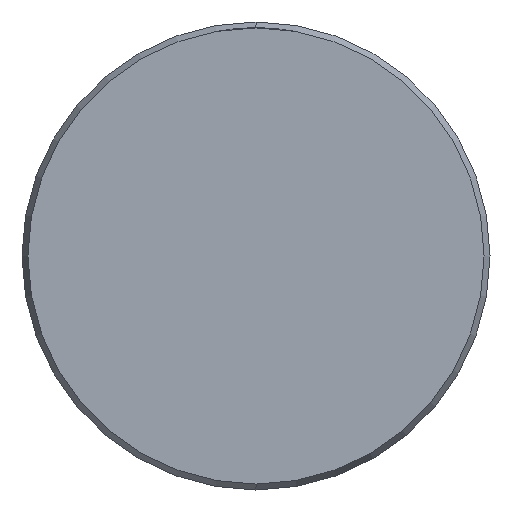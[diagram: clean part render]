
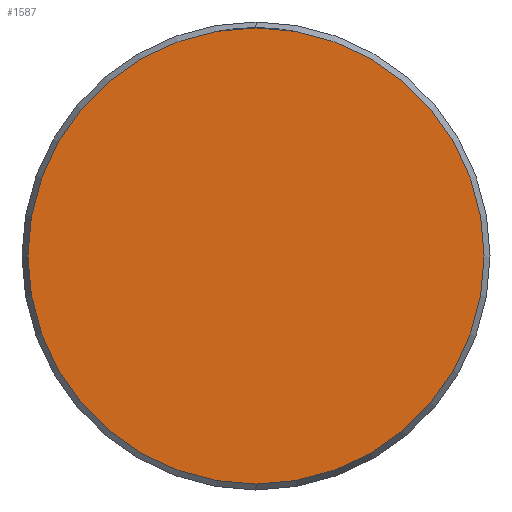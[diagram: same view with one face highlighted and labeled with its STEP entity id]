
A CAD part, left-side view. The second image highlights one B-rep face of the part: STEP entity #1587.
In plain terms, the highlighted planar face has unit normal (-1, 0, 0).
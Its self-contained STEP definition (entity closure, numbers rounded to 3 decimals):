
#92 = ORIENTED_EDGE ( 'NONE', *, *, #2711, .F. ) ;
#121 = PLANE ( 'NONE',  #4145 ) ;
#222 = ORIENTED_EDGE ( 'NONE', *, *, #3631, .F. ) ;
#520 = DIRECTION ( 'NONE',  ( 0., 0., -1. ) ) ;
#639 = EDGE_LOOP ( 'NONE', ( #222, #92 ) ) ;
#966 = DIRECTION ( 'NONE',  ( 0., 0., -1. ) ) ;
#968 = AXIS2_PLACEMENT_3D ( 'NONE', #3034, #4107, #520 ) ;
#1153 = DIRECTION ( 'NONE',  ( 1., 0., 0. ) ) ;
#1305 = CARTESIAN_POINT ( 'NONE',  ( 0., 0., -19.25 ) ) ;
#1309 = CARTESIAN_POINT ( 'NONE',  ( 0., 0., 0. ) ) ;
#1457 = CIRCLE ( 'NONE', #968, 19.25 ) ;
#1487 = DIRECTION ( 'NONE',  ( 0., 0., -1. ) ) ;
#1587 = ADVANCED_FACE ( 'NONE', ( #3264 ), #121, .F. ) ;
#2121 = VERTEX_POINT ( 'NONE', #1305 ) ;
#2186 = CIRCLE ( 'NONE', #4211, 19.25 ) ;
#2607 = CARTESIAN_POINT ( 'NONE',  ( 0., 0., 19.25 ) ) ;
#2711 = EDGE_CURVE ( 'NONE', #3467, #2121, #1457, .T. ) ;
#3034 = CARTESIAN_POINT ( 'NONE',  ( 0., 0., 0. ) ) ;
#3264 = FACE_OUTER_BOUND ( 'NONE', #639, .T. ) ;
#3332 = CARTESIAN_POINT ( 'NONE',  ( 0., 0., 0. ) ) ;
#3467 = VERTEX_POINT ( 'NONE', #2607 ) ;
#3631 = EDGE_CURVE ( 'NONE', #2121, #3467, #2186, .T. ) ;
#4107 = DIRECTION ( 'NONE',  ( 1., 0., 0. ) ) ;
#4145 = AXIS2_PLACEMENT_3D ( 'NONE', #3332, #1153, #1487 ) ;
#4211 = AXIS2_PLACEMENT_3D ( 'NONE', #1309, #4214, #966 ) ;
#4214 = DIRECTION ( 'NONE',  ( 1., 0., 0. ) ) ;
